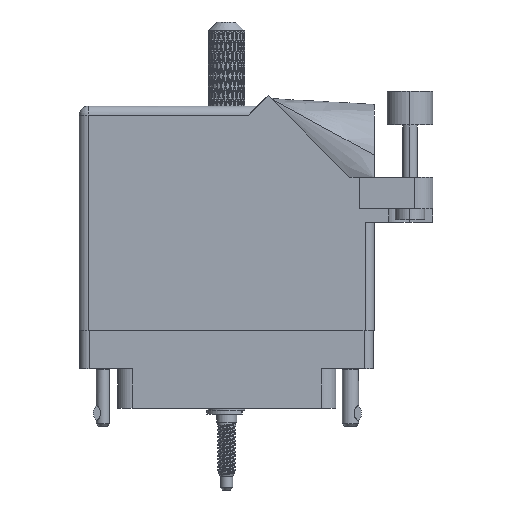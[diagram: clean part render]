
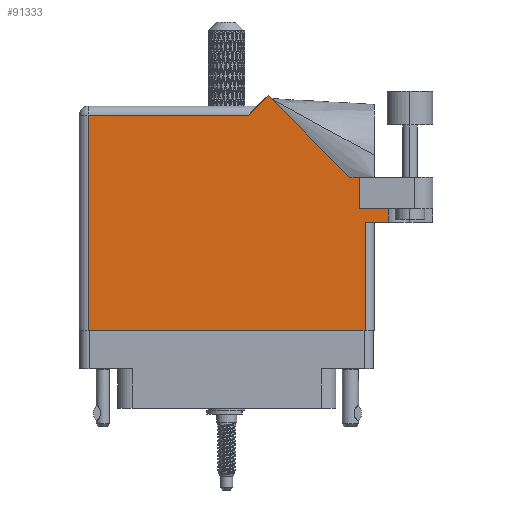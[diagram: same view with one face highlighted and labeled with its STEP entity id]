
A CAD part, front view. The second image highlights one B-rep face of the part: STEP entity #91333.
In plain terms, the highlighted face is planar.
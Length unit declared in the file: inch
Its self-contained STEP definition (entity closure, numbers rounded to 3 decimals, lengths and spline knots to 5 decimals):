
#269 = EDGE_CURVE ( 'NONE', #66758, #30620, #3956, .T. ) ;
#559 = ORIENTED_EDGE ( 'NONE', *, *, #40696, .T. ) ;
#1287 = CARTESIAN_POINT ( 'NONE',  ( 0., 0., 0. ) ) ;
#2966 = ORIENTED_EDGE ( 'NONE', *, *, #63834, .T. ) ;
#3142 = DIRECTION ( 'NONE',  ( 1., 0., 0. ) ) ;
#3918 = VERTEX_POINT ( 'NONE', #81778 ) ;
#3956 = LINE ( 'NONE', #88675, #32845 ) ;
#4621 = LINE ( 'NONE', #52239, #15629 ) ;
#5270 = CARTESIAN_POINT ( 'NONE',  ( 1.155, 1.468, 0. ) ) ;
#5491 = EDGE_CURVE ( 'NONE', #73827, #38744, #30902, .T. ) ;
#8439 = CARTESIAN_POINT ( 'NONE',  ( 1.91, 0.831, 0. ) ) ;
#10698 = VERTEX_POINT ( 'NONE', #5270 ) ;
#12937 = CARTESIAN_POINT ( 'NONE',  ( 0.062, 0., 0. ) ) ;
#13158 = CARTESIAN_POINT ( 'NONE',  ( 2.01, 0.737, 0. ) ) ;
#13550 = VECTOR ( 'NONE', #42582, 39.37008 ) ;
#15398 = LINE ( 'NONE', #49836, #81666 ) ;
#15629 = VECTOR ( 'NONE', #25530, 39.37008 ) ;
#18326 = CARTESIAN_POINT ( 'NONE',  ( 1.84442, 1.044, 0. ) ) ;
#18347 = VECTOR ( 'NONE', #102199, 39.37008 ) ;
#20510 = VERTEX_POINT ( 'NONE', #25821 ) ;
#21275 = CARTESIAN_POINT ( 'NONE',  ( 1.217, 1.53, 0. ) ) ;
#21717 = ORIENTED_EDGE ( 'NONE', *, *, #269, .T. ) ;
#25530 = DIRECTION ( 'NONE',  ( -0.707, 0.707, 0. ) ) ;
#25821 = CARTESIAN_POINT ( 'NONE',  ( 0.062, 1.468, 0. ) ) ;
#27320 = DIRECTION ( 'NONE',  ( 0., 1., 0. ) ) ;
#27651 = ORIENTED_EDGE ( 'NONE', *, *, #101940, .T. ) ;
#30620 = VERTEX_POINT ( 'NONE', #65534 ) ;
#30902 = LINE ( 'NONE', #32490, #70919 ) ;
#32490 = CARTESIAN_POINT ( 'NONE',  ( 2.41, 1.044, 0. ) ) ;
#32845 = VECTOR ( 'NONE', #27320, 39.37008 ) ;
#38744 = VERTEX_POINT ( 'NONE', #18326 ) ;
#38847 = ORIENTED_EDGE ( 'NONE', *, *, #78335, .F. ) ;
#40141 = VECTOR ( 'NONE', #87695, 39.37008 ) ;
#40696 = EDGE_CURVE ( 'NONE', #38744, #3918, #4621, .T. ) ;
#41493 = LINE ( 'NONE', #1287, #85610 ) ;
#42254 = LINE ( 'NONE', #49072, #107089 ) ;
#42582 = DIRECTION ( 'NONE',  ( 0., -1., 0. ) ) ;
#43483 = ORIENTED_EDGE ( 'NONE', *, *, #5491, .T. ) ;
#45865 = VECTOR ( 'NONE', #67781, 39.37008 ) ;
#48059 = CARTESIAN_POINT ( 'NONE',  ( 2.1115, 0.831, 0. ) ) ;
#48930 = EDGE_LOOP ( 'NONE', ( #87979, #21717, #27651, #38847, #72814, #70153, #43483, #559, #2966, #111416, #107769 ) ) ;
#49072 = CARTESIAN_POINT ( 'NONE',  ( 0., 1.468, 0. ) ) ;
#49836 = CARTESIAN_POINT ( 'NONE',  ( 1.91, 0.831, 0. ) ) ;
#50370 = CARTESIAN_POINT ( 'NONE',  ( 2.1115, 0.737, 0. ) ) ;
#50649 = DIRECTION ( 'NONE',  ( -1., 0., 0. ) ) ;
#52239 = CARTESIAN_POINT ( 'NONE',  ( 1.84442, 1.044, 0. ) ) ;
#52744 = CARTESIAN_POINT ( 'NONE',  ( 1.91, 1.044, 0. ) ) ;
#53132 = LINE ( 'NONE', #13158, #73829 ) ;
#57462 = EDGE_CURVE ( 'NONE', #10698, #20510, #42254, .T. ) ;
#58551 = DIRECTION ( 'NONE',  ( 0., 0., -1. ) ) ;
#59410 = VERTEX_POINT ( 'NONE', #12937 ) ;
#63479 = EDGE_CURVE ( 'NONE', #20510, #59410, #90799, .T. ) ;
#63834 = EDGE_CURVE ( 'NONE', #3918, #10698, #65323, .T. ) ;
#64891 = LINE ( 'NONE', #96484, #40141 ) ;
#65323 = LINE ( 'NONE', #21275, #18347 ) ;
#65534 = CARTESIAN_POINT ( 'NONE',  ( 1.948, 0.737, 0. ) ) ;
#66758 = VERTEX_POINT ( 'NONE', #79359 ) ;
#67752 = DIRECTION ( 'NONE',  ( -1., 0., 0. ) ) ;
#67781 = DIRECTION ( 'NONE',  ( 1., 0., 0. ) ) ;
#70153 = ORIENTED_EDGE ( 'NONE', *, *, #84908, .T. ) ;
#70919 = VECTOR ( 'NONE', #50649, 39.37008 ) ;
#70989 = VERTEX_POINT ( 'NONE', #50370 ) ;
#72093 = FACE_OUTER_BOUND ( 'NONE', #48930, .T. ) ;
#72251 = VERTEX_POINT ( 'NONE', #8439 ) ;
#72814 = ORIENTED_EDGE ( 'NONE', *, *, #85081, .F. ) ;
#73827 = VERTEX_POINT ( 'NONE', #52744 ) ;
#73829 = VECTOR ( 'NONE', #3142, 39.37008 ) ;
#75672 = DIRECTION ( 'NONE',  ( 0., 1., 0. ) ) ;
#76414 = DIRECTION ( 'NONE',  ( -1., 0., 0. ) ) ;
#77411 = PLANE ( 'NONE',  #85645 ) ;
#77551 = LINE ( 'NONE', #102099, #45865 ) ;
#78335 = EDGE_CURVE ( 'NONE', #88236, #70989, #64891, .T. ) ;
#79359 = CARTESIAN_POINT ( 'NONE',  ( 1.948, 0., 0. ) ) ;
#80387 = DIRECTION ( 'NONE',  ( 1., 0., 0. ) ) ;
#81666 = VECTOR ( 'NONE', #75672, 39.37008 ) ;
#81778 = CARTESIAN_POINT ( 'NONE',  ( 1.28771, 1.60071, 0. ) ) ;
#84908 = EDGE_CURVE ( 'NONE', #72251, #73827, #15398, .T. ) ;
#85081 = EDGE_CURVE ( 'NONE', #72251, #88236, #77551, .T. ) ;
#85495 = CARTESIAN_POINT ( 'NONE',  ( 0., 1.53, 0. ) ) ;
#85610 = VECTOR ( 'NONE', #80387, 39.37008 ) ;
#85645 = AXIS2_PLACEMENT_3D ( 'NONE', #85495, #58551, #67752 ) ;
#85988 = EDGE_CURVE ( 'NONE', #59410, #66758, #41493, .T. ) ;
#87695 = DIRECTION ( 'NONE',  ( 0., -1., 0. ) ) ;
#87979 = ORIENTED_EDGE ( 'NONE', *, *, #85988, .T. ) ;
#88236 = VERTEX_POINT ( 'NONE', #48059 ) ;
#88675 = CARTESIAN_POINT ( 'NONE',  ( 1.948, 0.737, 0. ) ) ;
#90799 = LINE ( 'NONE', #95358, #13550 ) ;
#91333 = ADVANCED_FACE ( 'NONE', ( #72093 ), #77411, .F. ) ;
#95358 = CARTESIAN_POINT ( 'NONE',  ( 0.062, 0., 0. ) ) ;
#96484 = CARTESIAN_POINT ( 'NONE',  ( 2.1115, 1.16177, 0. ) ) ;
#101940 = EDGE_CURVE ( 'NONE', #30620, #70989, #53132, .T. ) ;
#102099 = CARTESIAN_POINT ( 'NONE',  ( 1.91, 0.831, 0. ) ) ;
#102199 = DIRECTION ( 'NONE',  ( -0.707, -0.707, 0. ) ) ;
#107089 = VECTOR ( 'NONE', #76414, 39.37008 ) ;
#107769 = ORIENTED_EDGE ( 'NONE', *, *, #63479, .T. ) ;
#111416 = ORIENTED_EDGE ( 'NONE', *, *, #57462, .T. ) ;
